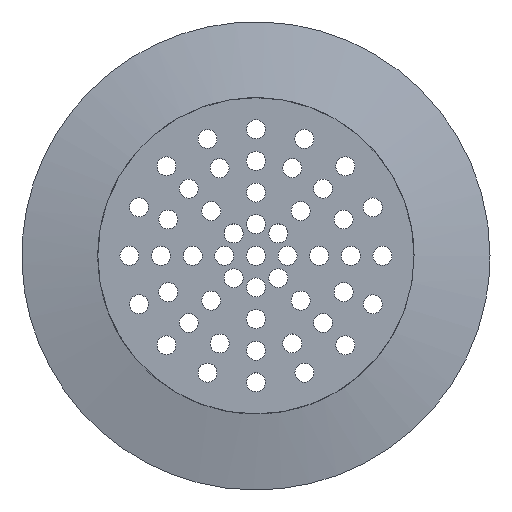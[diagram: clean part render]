
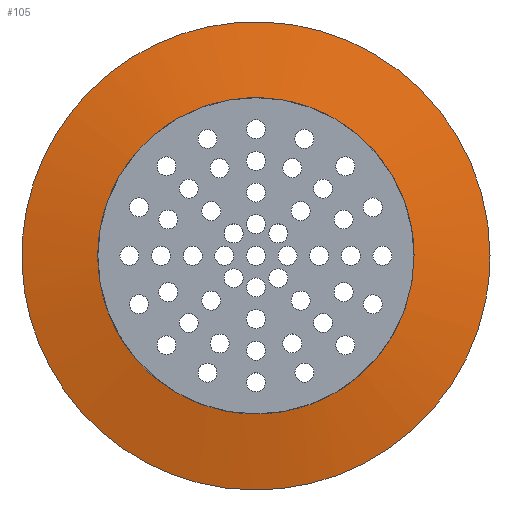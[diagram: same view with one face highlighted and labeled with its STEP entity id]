
A CAD part, top view. The second image highlights one B-rep face of the part: STEP entity #105.
In plain terms, the highlighted free-form (B-spline) face has degree [7, 1] with [8, 2] control points.
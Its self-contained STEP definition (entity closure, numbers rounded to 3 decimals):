
#70 = VERTEX_POINT('',#71);
#71 = CARTESIAN_POINT('',(37.,0.,0.));
#76 = EDGE_CURVE('',#70,#70,#77,.T.);
#77 = B_SPLINE_CURVE_WITH_KNOTS('',7,(#78,#79,#80,#81,#82,#83,#84,#85),
  .UNSPECIFIED.,.T.,.F.,(8,8),(0.,1.),.PIECEWISE_BEZIER_KNOTS.);
#78 = CARTESIAN_POINT('',(37.,0.,0.));
#79 = CARTESIAN_POINT('',(37.,37.513,0.));
#80 = CARTESIAN_POINT('',(-7.365,69.26,0.));
#81 = CARTESIAN_POINT('',(-71.696,39.121,0.));
#82 = CARTESIAN_POINT('',(-71.696,-39.121,0.));
#83 = CARTESIAN_POINT('',(-7.365,-69.26,0.));
#84 = CARTESIAN_POINT('',(37.,-37.513,0.));
#85 = CARTESIAN_POINT('',(37.,0.,0.));
#105 = ADVANCED_FACE('',(#106),#224,.T.);
#106 = FACE_BOUND('',#107,.T.);
#107 = EDGE_LOOP('',(#108,#109,#116,#223));
#108 = ORIENTED_EDGE('',*,*,#76,.T.);
#109 = ORIENTED_EDGE('',*,*,#110,.T.);
#110 = EDGE_CURVE('',#70,#111,#113,.T.);
#111 = VERTEX_POINT('',#112);
#112 = CARTESIAN_POINT('',(25.,0.,2.64));
#113 = B_SPLINE_CURVE_WITH_KNOTS('',1,(#114,#115),.UNSPECIFIED.,.F.,.F.,
  (2,2),(0.,1.),.PIECEWISE_BEZIER_KNOTS.);
#114 = CARTESIAN_POINT('',(37.,0.,0.));
#115 = CARTESIAN_POINT('',(24.5,0.,2.75));
#116 = ORIENTED_EDGE('',*,*,#117,.T.);
#117 = EDGE_CURVE('',#111,#111,#118,.T.);
#118 = B_SPLINE_CURVE_WITH_KNOTS('',7,(#119,#120,#121,#122,#123,#124,
    #125,#126,#127,#128,#129,#130,#131,#132,#133,#134,#135,#136,#137,
    #138,#139,#140,#141,#142,#143,#144,#145,#146,#147,#148,#149,#150,
    #151,#152,#153,#154,#155,#156,#157,#158,#159,#160,#161,#162,#163,
    #164,#165,#166,#167,#168,#169,#170,#171,#172,#173,#174,#175,#176,
    #177,#178,#179,#180,#181,#182,#183,#184,#185,#186,#187,#188,#189,
    #190,#191,#192,#193,#194,#195,#196,#197,#198,#199,#200,#201,#202,
    #203,#204,#205,#206,#207,#208,#209,#210,#211,#212,#213,#214,#215,
    #216,#217,#218,#219,#220,#221,#222),.UNSPECIFIED.,.T.,.F.,(8,6,6,6,6
    ,6,6,6,6,6,6,6,6,6,6,6,6,8),(0.,0.043,0.118,
    0.194,0.249,0.324,0.376,
    0.412,0.5,0.578,0.659,
    0.753,0.808,0.834,0.883,
    0.923,0.96,1.),.UNSPECIFIED.);
#119 = CARTESIAN_POINT('',(25.,0.,2.64));
#120 = CARTESIAN_POINT('',(25.,-0.962,2.64));
#121 = CARTESIAN_POINT('',(24.957,-1.923,2.64
    ));
#122 = CARTESIAN_POINT('',(24.871,-2.882,
    2.64));
#123 = CARTESIAN_POINT('',(24.741,-3.837,
    2.64));
#124 = CARTESIAN_POINT('',(24.569,-4.785,2.64)
  );
#125 = CARTESIAN_POINT('',(24.355,-5.723,2.64
    ));
#126 = CARTESIAN_POINT('',(23.648,-8.286,2.64
    ));
#127 = CARTESIAN_POINT('',(23.067,-9.886,
    2.64));
#128 = CARTESIAN_POINT('',(22.36,-11.438,
    2.64));
#129 = CARTESIAN_POINT('',(21.531,-12.931,
    2.64));
#130 = CARTESIAN_POINT('',(20.588,-14.352,
    2.64));
#131 = CARTESIAN_POINT('',(19.537,-15.691,2.64
    ));
#132 = CARTESIAN_POINT('',(17.237,-18.187,
    2.64));
#133 = CARTESIAN_POINT('',(15.988,-19.345,
    2.64));
#134 = CARTESIAN_POINT('',(14.649,-20.401,
    2.64));
#135 = CARTESIAN_POINT('',(13.229,-21.349,
    2.64));
#136 = CARTESIAN_POINT('',(11.74,-22.181,
    2.64));
#137 = CARTESIAN_POINT('',(10.192,-22.891,2.64)
  );
#138 = CARTESIAN_POINT('',(7.452,-23.895,2.64
    ));
#139 = CARTESIAN_POINT('',(6.281,-24.25,2.64)
  );
#140 = CARTESIAN_POINT('',(5.091,-24.537,2.64)
  );
#141 = CARTESIAN_POINT('',(3.886,-24.757,2.64)
  );
#142 = CARTESIAN_POINT('',(2.67,-24.907,2.64
    ));
#143 = CARTESIAN_POINT('',(1.45,-24.988,2.64
    ));
#144 = CARTESIAN_POINT('',(-1.472,-25.015,
    2.64));
#145 = CARTESIAN_POINT('',(-3.175,-24.895,
    2.64));
#146 = CARTESIAN_POINT('',(-4.865,-24.64,2.64)
  );
#147 = CARTESIAN_POINT('',(-6.531,-24.252,
    2.64));
#148 = CARTESIAN_POINT('',(-8.16,-23.733,
    2.64));
#149 = CARTESIAN_POINT('',(-9.74,-23.088,
    2.64));
#150 = CARTESIAN_POINT('',(-12.298,-21.797,2.64
    ));
#151 = CARTESIAN_POINT('',(-13.309,-21.217,2.64
    ));
#152 = CARTESIAN_POINT('',(-14.287,-20.581,
    2.64));
#153 = CARTESIAN_POINT('',(-15.23,-19.894,2.64
    ));
#154 = CARTESIAN_POINT('',(-16.134,-19.156,2.64
    ));
#155 = CARTESIAN_POINT('',(-16.996,-18.371,
    2.64));
#156 = CARTESIAN_POINT('',(-18.384,-16.962,
    2.64));
#157 = CARTESIAN_POINT('',(-18.932,-16.361,
    2.64));
#158 = CARTESIAN_POINT('',(-19.458,-15.739,
    2.64));
#159 = CARTESIAN_POINT('',(-19.96,-15.097,
    2.64));
#160 = CARTESIAN_POINT('',(-20.437,-14.438,
    2.64));
#161 = CARTESIAN_POINT('',(-20.888,-13.76,
    2.64));
#162 = CARTESIAN_POINT('',(-22.337,-11.398,
    2.64));
#163 = CARTESIAN_POINT('',(-23.208,-9.634,
    2.64));
#164 = CARTESIAN_POINT('',(-23.916,-7.794,
    2.64));
#165 = CARTESIAN_POINT('',(-24.453,-5.896,2.64
    ));
#166 = CARTESIAN_POINT('',(-24.815,-3.958,
    2.64));
#167 = CARTESIAN_POINT('',(-24.997,-2.,
    2.64));
#168 = CARTESIAN_POINT('',(-25.003,1.717,2.64
    ));
#169 = CARTESIAN_POINT('',(-24.862,3.475,2.64
    ));
#170 = CARTESIAN_POINT('',(-24.576,5.219,2.64
    ));
#171 = CARTESIAN_POINT('',(-24.148,6.935,2.64)
  );
#172 = CARTESIAN_POINT('',(-23.581,8.609,2.64)
  );
#173 = CARTESIAN_POINT('',(-22.88,10.228,
    2.64));
#174 = CARTESIAN_POINT('',(-21.193,13.387,
    2.64));
#175 = CARTESIAN_POINT('',(-20.197,14.922,
    2.64));
#176 = CARTESIAN_POINT('',(-19.072,16.37,
    2.64));
#177 = CARTESIAN_POINT('',(-17.826,17.717,2.64
    ));
#178 = CARTESIAN_POINT('',(-16.472,18.954,
    2.64));
#179 = CARTESIAN_POINT('',(-15.02,20.068,2.64
    ));
#180 = CARTESIAN_POINT('',(-11.72,22.182,2.64
    ));
#181 = CARTESIAN_POINT('',(-9.843,23.141,
    2.64));
#182 = CARTESIAN_POINT('',(-7.876,23.913,
    2.64));
#183 = CARTESIAN_POINT('',(-5.842,24.49,2.64
    ));
#184 = CARTESIAN_POINT('',(-3.762,24.864,2.64
    ));
#185 = CARTESIAN_POINT('',(-1.661,25.033,
    2.64));
#186 = CARTESIAN_POINT('',(1.665,24.975,2.64)
  );
#187 = CARTESIAN_POINT('',(2.895,24.883,2.64)
  );
#188 = CARTESIAN_POINT('',(4.118,24.72,2.64
    ));
#189 = CARTESIAN_POINT('',(5.33,24.487,2.64
    ));
#190 = CARTESIAN_POINT('',(6.527,24.185,2.64
    ));
#191 = CARTESIAN_POINT('',(7.703,23.816,2.64
    ));
#192 = CARTESIAN_POINT('',(9.401,23.173,2.64
    ));
#193 = CARTESIAN_POINT('',(9.942,22.95,2.64
    ));
#194 = CARTESIAN_POINT('',(10.478,22.714,2.64
    ));
#195 = CARTESIAN_POINT('',(11.006,22.462,
    2.64));
#196 = CARTESIAN_POINT('',(11.528,22.196,
    2.64));
#197 = CARTESIAN_POINT('',(12.042,21.916,
    2.64));
#198 = CARTESIAN_POINT('',(13.509,21.065,
    2.64));
#199 = CARTESIAN_POINT('',(14.44,20.458,
    2.64));
#200 = CARTESIAN_POINT('',(15.34,19.803,
    2.64));
#201 = CARTESIAN_POINT('',(16.205,19.102,
    2.64));
#202 = CARTESIAN_POINT('',(17.031,18.357,
    2.64));
#203 = CARTESIAN_POINT('',(17.818,17.571,
    2.64));
#204 = CARTESIAN_POINT('',(19.161,16.083,
    2.64));
#205 = CARTESIAN_POINT('',(19.732,15.395,
    2.64));
#206 = CARTESIAN_POINT('',(20.274,14.682,
    2.64));
#207 = CARTESIAN_POINT('',(20.786,13.948,
    2.64));
#208 = CARTESIAN_POINT('',(21.267,13.193,
    2.64));
#209 = CARTESIAN_POINT('',(21.715,12.419,
    2.64));
#210 = CARTESIAN_POINT('',(22.515,10.897,2.64
    ));
#211 = CARTESIAN_POINT('',(22.871,10.152,2.64
    ));
#212 = CARTESIAN_POINT('',(23.198,9.393,2.64
    ));
#213 = CARTESIAN_POINT('',(23.495,8.622,2.64
    ));
#214 = CARTESIAN_POINT('',(23.763,7.84,2.64
    ));
#215 = CARTESIAN_POINT('',(24.,7.049,2.64
    ));
#216 = CARTESIAN_POINT('',(24.432,5.376,2.64
    ));
#217 = CARTESIAN_POINT('',(24.621,4.493,2.64
    ));
#218 = CARTESIAN_POINT('',(24.772,3.602,2.64
    ));
#219 = CARTESIAN_POINT('',(24.886,2.705,2.64)
  );
#220 = CARTESIAN_POINT('',(24.962,1.805,2.64
    ));
#221 = CARTESIAN_POINT('',(25.,0.902,2.64));
#222 = CARTESIAN_POINT('',(25.,0.,2.64));
#223 = ORIENTED_EDGE('',*,*,#110,.F.);
#224 = B_SPLINE_SURFACE_WITH_KNOTS('',7,1,(
    (#225,#226)
    ,(#227,#228)
    ,(#229,#230)
    ,(#231,#232)
    ,(#233,#234)
    ,(#235,#236)
    ,(#237,#238)
    ,(#239,#240)),.UNSPECIFIED.,.T.,.F.,.F.,(8,8),(2,2),(0.,1.),(0.,1.),
  .PIECEWISE_BEZIER_KNOTS.);
#225 = CARTESIAN_POINT('',(37.,0.,0.));
#226 = CARTESIAN_POINT('',(24.5,0.,2.75));
#227 = CARTESIAN_POINT('',(37.,37.513,0.));
#228 = CARTESIAN_POINT('',(24.5,24.839,2.75));
#229 = CARTESIAN_POINT('',(-7.365,69.26,0.));
#230 = CARTESIAN_POINT('',(-4.877,45.862,2.75));
#231 = CARTESIAN_POINT('',(-71.696,39.121,0.));
#232 = CARTESIAN_POINT('',(-47.474,25.904,2.75));
#233 = CARTESIAN_POINT('',(-71.696,-39.121,0.));
#234 = CARTESIAN_POINT('',(-47.474,-25.904,2.75));
#235 = CARTESIAN_POINT('',(-7.365,-69.26,0.));
#236 = CARTESIAN_POINT('',(-4.877,-45.862,2.75));
#237 = CARTESIAN_POINT('',(37.,-37.513,0.));
#238 = CARTESIAN_POINT('',(24.5,-24.839,2.75));
#239 = CARTESIAN_POINT('',(37.,0.,0.));
#240 = CARTESIAN_POINT('',(24.5,0.,2.75));
